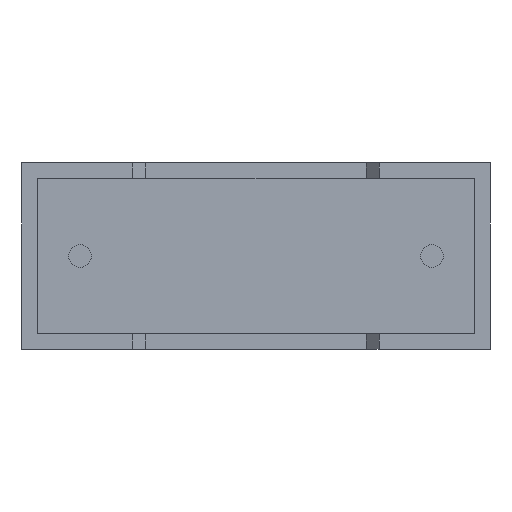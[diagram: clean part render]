
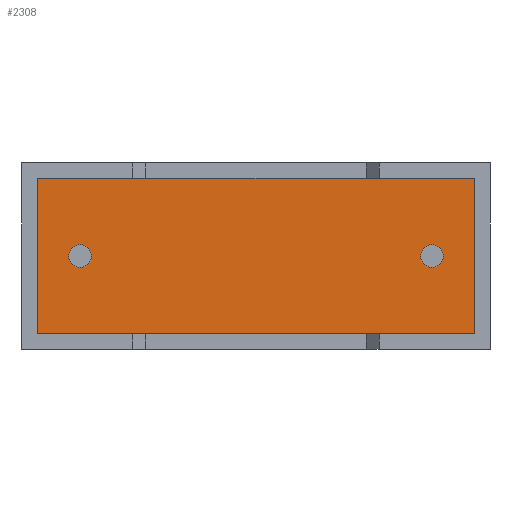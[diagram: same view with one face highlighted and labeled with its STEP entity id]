
A CAD part, front view. The second image highlights one B-rep face of the part: STEP entity #2308.
In plain terms, the highlighted planar face has unit normal (0, -1, 0).
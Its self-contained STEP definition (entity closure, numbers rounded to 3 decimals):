
#27 = EDGE_CURVE ( 'NONE', #2384, #1554, #2379, .T. ) ;
#63 = CARTESIAN_POINT ( 'NONE',  ( 0.443, 0.75, 4.857 ) ) ;
#99 = CARTESIAN_POINT ( 'NONE',  ( 0.443, 0.75, 4.857 ) ) ;
#108 = ORIENTED_EDGE ( 'NONE', *, *, #27, .F. ) ;
#185 = AXIS2_PLACEMENT_3D ( 'NONE', #1967, #552, #283 ) ;
#281 = DIRECTION ( 'NONE',  ( 0., 0., -1. ) ) ;
#283 = DIRECTION ( 'NONE',  ( 0., 0., -1. ) ) ;
#301 = ORIENTED_EDGE ( 'NONE', *, *, #2312, .F. ) ;
#312 = EDGE_CURVE ( 'NONE', #1554, #2384, #835, .T. ) ;
#394 = CARTESIAN_POINT ( 'NONE',  ( 1.65, 0.75, 2.325 ) ) ;
#413 = DIRECTION ( 'NONE',  ( 0., 0., -1. ) ) ;
#415 = DIRECTION ( 'NONE',  ( 0., -1., 0. ) ) ;
#444 = CARTESIAN_POINT ( 'NONE',  ( 11.65, 0.75, 2.975 ) ) ;
#470 = EDGE_LOOP ( 'NONE', ( #1527, #301 ) ) ;
#487 = LINE ( 'NONE', #99, #3047 ) ;
#488 = EDGE_CURVE ( 'NONE', #2113, #1426, #2848, .T. ) ;
#552 = DIRECTION ( 'NONE',  ( 0., -1., 0. ) ) ;
#647 = VECTOR ( 'NONE', #1233, 1000. ) ;
#652 = ORIENTED_EDGE ( 'NONE', *, *, #488, .T. ) ;
#678 = ORIENTED_EDGE ( 'NONE', *, *, #2911, .T. ) ;
#682 = CARTESIAN_POINT ( 'NONE',  ( 11.65, 0.75, 2.325 ) ) ;
#712 = AXIS2_PLACEMENT_3D ( 'NONE', #958, #2444, #2161 ) ;
#728 = FACE_OUTER_BOUND ( 'NONE', #2865, .T. ) ;
#765 = VERTEX_POINT ( 'NONE', #682 ) ;
#777 = VERTEX_POINT ( 'NONE', #2397 ) ;
#835 = CIRCLE ( 'NONE', #2283, 0.325 ) ;
#855 = EDGE_CURVE ( 'NONE', #1426, #1864, #986, .T. ) ;
#958 = CARTESIAN_POINT ( 'NONE',  ( 11.65, 0.75, 2.65 ) ) ;
#986 = LINE ( 'NONE', #2197, #2239 ) ;
#1000 = FACE_BOUND ( 'NONE', #2598, .T. ) ;
#1006 = ORIENTED_EDGE ( 'NONE', *, *, #1380, .T. ) ;
#1087 = VECTOR ( 'NONE', #2662, 1000. ) ;
#1093 = VERTEX_POINT ( 'NONE', #444 ) ;
#1139 = LINE ( 'NONE', #2089, #1087 ) ;
#1149 = AXIS2_PLACEMENT_3D ( 'NONE', #2329, #415, #1163 ) ;
#1163 = DIRECTION ( 'NONE',  ( 0., 0., -1. ) ) ;
#1233 = DIRECTION ( 'NONE',  ( 0., 0., 1. ) ) ;
#1234 = CARTESIAN_POINT ( 'NONE',  ( 12.857, 0.75, 4.857 ) ) ;
#1254 = CIRCLE ( 'NONE', #1149, 0.325 ) ;
#1268 = CARTESIAN_POINT ( 'NONE',  ( 12.857, 0.75, 0.443 ) ) ;
#1355 = DIRECTION ( 'NONE',  ( 0., -1., 0. ) ) ;
#1380 = EDGE_CURVE ( 'NONE', #777, #2113, #1139, .T. ) ;
#1409 = DIRECTION ( 'NONE',  ( 0., 0., -1. ) ) ;
#1426 = VERTEX_POINT ( 'NONE', #1234 ) ;
#1527 = ORIENTED_EDGE ( 'NONE', *, *, #1728, .F. ) ;
#1554 = VERTEX_POINT ( 'NONE', #394 ) ;
#1579 = CARTESIAN_POINT ( 'NONE',  ( 1.65, 0.75, 2.65 ) ) ;
#1721 = FACE_BOUND ( 'NONE', #470, .T. ) ;
#1728 = EDGE_CURVE ( 'NONE', #1093, #765, #1254, .T. ) ;
#1747 = DIRECTION ( 'NONE',  ( -1., 0., 0. ) ) ;
#1864 = VERTEX_POINT ( 'NONE', #63 ) ;
#1967 = CARTESIAN_POINT ( 'NONE',  ( 0., 0.75, 0. ) ) ;
#2063 = DIRECTION ( 'NONE',  ( 0., -1., 0. ) ) ;
#2089 = CARTESIAN_POINT ( 'NONE',  ( 0.443, 0.75, 0.443 ) ) ;
#2113 = VERTEX_POINT ( 'NONE', #1268 ) ;
#2144 = PLANE ( 'NONE',  #185 ) ;
#2161 = DIRECTION ( 'NONE',  ( 0., 0., -1. ) ) ;
#2197 = CARTESIAN_POINT ( 'NONE',  ( 12.857, 0.75, 4.857 ) ) ;
#2215 = ORIENTED_EDGE ( 'NONE', *, *, #855, .T. ) ;
#2239 = VECTOR ( 'NONE', #1747, 1000. ) ;
#2283 = AXIS2_PLACEMENT_3D ( 'NONE', #1579, #2063, #1409 ) ;
#2308 = ADVANCED_FACE ( 'NONE', ( #1721, #728, #1000 ), #2144, .T. ) ;
#2312 = EDGE_CURVE ( 'NONE', #765, #1093, #2943, .T. ) ;
#2329 = CARTESIAN_POINT ( 'NONE',  ( 11.65, 0.75, 2.65 ) ) ;
#2379 = CIRCLE ( 'NONE', #2576, 0.325 ) ;
#2384 = VERTEX_POINT ( 'NONE', #2411 ) ;
#2397 = CARTESIAN_POINT ( 'NONE',  ( 0.443, 0.75, 0.443 ) ) ;
#2411 = CARTESIAN_POINT ( 'NONE',  ( 1.65, 0.75, 2.975 ) ) ;
#2444 = DIRECTION ( 'NONE',  ( 0., -1., 0. ) ) ;
#2500 = CARTESIAN_POINT ( 'NONE',  ( 1.65, 0.75, 2.65 ) ) ;
#2576 = AXIS2_PLACEMENT_3D ( 'NONE', #2500, #1355, #413 ) ;
#2598 = EDGE_LOOP ( 'NONE', ( #108, #2758 ) ) ;
#2603 = CARTESIAN_POINT ( 'NONE',  ( 12.857, 0.75, 0.443 ) ) ;
#2662 = DIRECTION ( 'NONE',  ( 1., 0., 0. ) ) ;
#2758 = ORIENTED_EDGE ( 'NONE', *, *, #312, .F. ) ;
#2848 = LINE ( 'NONE', #2603, #647 ) ;
#2865 = EDGE_LOOP ( 'NONE', ( #678, #1006, #652, #2215 ) ) ;
#2911 = EDGE_CURVE ( 'NONE', #1864, #777, #487, .T. ) ;
#2943 = CIRCLE ( 'NONE', #712, 0.325 ) ;
#3047 = VECTOR ( 'NONE', #281, 1000. ) ;
